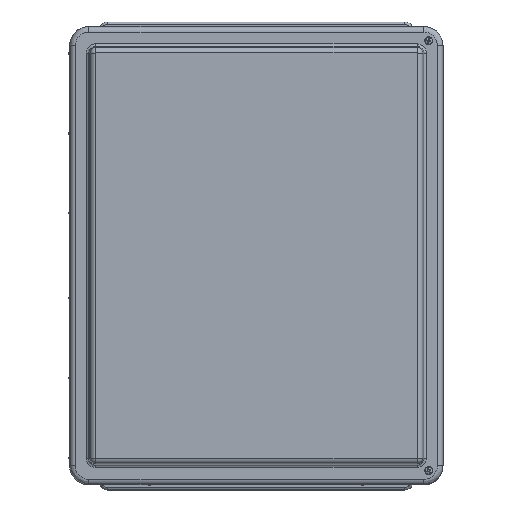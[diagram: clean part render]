
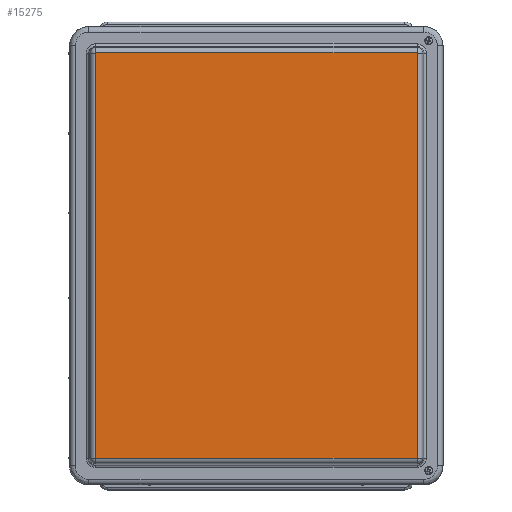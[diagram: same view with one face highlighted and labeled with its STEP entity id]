
A CAD part, top view. The second image highlights one B-rep face of the part: STEP entity #15275.
In plain terms, the highlighted planar face has unit normal (0, 0, 1).
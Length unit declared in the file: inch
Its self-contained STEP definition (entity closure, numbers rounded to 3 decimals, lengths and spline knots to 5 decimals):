
#710 = DIRECTION ( 'NONE',  ( 0., -1., 0. ) ) ;
#854 = ORIENTED_EDGE ( 'NONE', *, *, #42867, .T. ) ;
#2227 = CARTESIAN_POINT ( 'NONE',  ( -7.5583, -4.75973, 2.07921 ) ) ;
#2319 = VERTEX_POINT ( 'NONE', #48579 ) ;
#3409 = CARTESIAN_POINT ( 'NONE',  ( 7.58285, 4.75973, 2.07921 ) ) ;
#5759 = CARTESIAN_POINT ( 'NONE',  ( -7.5583, -9.51946, 2.07921 ) ) ;
#6148 = LINE ( 'NONE', #16753, #33540 ) ;
#6322 = B_SPLINE_CURVE_WITH_KNOTS ( 'NONE', 3,
 ( #5759, #36845, #37199, #25139, #32652, #40744 ),
 .UNSPECIFIED., .F., .F.,
 ( 4, 2, 4 ),
 ( 0., 0.5, 1. ),
 .UNSPECIFIED. ) ;
#6600 = DIRECTION ( 'NONE',  ( 1., 0., 0. ) ) ;
#6774 = CARTESIAN_POINT ( 'NONE',  ( 0.01228, 0., 2.07921 ) ) ;
#7101 = ORIENTED_EDGE ( 'NONE', *, *, #28202, .F. ) ;
#7186 = CARTESIAN_POINT ( 'NONE',  ( 7.58285, -9.51946, 2.07921 ) ) ;
#7377 = FACE_OUTER_BOUND ( 'NONE', #37613, .T. ) ;
#7512 = AXIS2_PLACEMENT_3D ( 'NONE', #6774, #45813, #6600 ) ;
#8668 = CARTESIAN_POINT ( 'NONE',  ( 7.57428, 9.52804, 2.07921 ) ) ;
#8888 = EDGE_CURVE ( 'NONE', #36846, #20018, #6148, .T. ) ;
#9436 = DIRECTION ( 'NONE',  ( -1., 0., 0. ) ) ;
#9658 = ORIENTED_EDGE ( 'NONE', *, *, #15381, .F. ) ;
#10006 = VERTEX_POINT ( 'NONE', #15224 ) ;
#10151 = CARTESIAN_POINT ( 'NONE',  ( -7.54972, 9.52804, 2.07921 ) ) ;
#10309 = ORIENTED_EDGE ( 'NONE', *, *, #10474, .F. ) ;
#10474 = EDGE_CURVE ( 'NONE', #19027, #2319, #13140, .T. ) ;
#13140 = LINE ( 'NONE', #3409, #16817 ) ;
#13416 = LINE ( 'NONE', #18993, #34157 ) ;
#14244 = EDGE_CURVE ( 'NONE', #19027, #27466, #46267, .T. ) ;
#14445 = VERTEX_POINT ( 'NONE', #25149 ) ;
#15155 = CARTESIAN_POINT ( 'NONE',  ( 7.57867, -9.52719, 2.07921 ) ) ;
#15224 = CARTESIAN_POINT ( 'NONE',  ( -7.5583, -9.51946, 2.07921 ) ) ;
#15275 = ADVANCED_FACE ( 'NONE', ( #7377 ), #42051, .T. ) ;
#15381 = EDGE_CURVE ( 'NONE', #35291, #27466, #13416, .T. ) ;
#16119 = CARTESIAN_POINT ( 'NONE',  ( 7.58285, 9.51947, 2.07921 ) ) ;
#16303 = CARTESIAN_POINT ( 'NONE',  ( 7.57868, 9.52721, 2.07921 ) ) ;
#16485 = CARTESIAN_POINT ( 'NONE',  ( 7.58285, 9.52182, 2.07921 ) ) ;
#16753 = CARTESIAN_POINT ( 'NONE',  ( 3.79328, -9.52804, 2.07921 ) ) ;
#16817 = VECTOR ( 'NONE', #710, 39.37008 ) ;
#18918 = CARTESIAN_POINT ( 'NONE',  ( -7.5583, 9.51946, 2.07921 ) ) ;
#18922 = EDGE_CURVE ( 'NONE', #36846, #2319, #48617, .T. ) ;
#18993 = CARTESIAN_POINT ( 'NONE',  ( -3.76872, 9.52804, 2.07921 ) ) ;
#19027 = VERTEX_POINT ( 'NONE', #33678 ) ;
#19064 = CARTESIAN_POINT ( 'NONE',  ( -7.55411, 9.52719, 2.07921 ) ) ;
#20018 = VERTEX_POINT ( 'NONE', #32907 ) ;
#20118 = ORIENTED_EDGE ( 'NONE', *, *, #18922, .T. ) ;
#22706 = EDGE_CURVE ( 'NONE', #10006, #20018, #6322, .T. ) ;
#23541 = ORIENTED_EDGE ( 'NONE', *, *, #22706, .T. ) ;
#25139 = CARTESIAN_POINT ( 'NONE',  ( -7.55413, -9.52721, 2.07921 ) ) ;
#25149 = CARTESIAN_POINT ( 'NONE',  ( -7.5583, 9.51946, 2.07921 ) ) ;
#25512 = VECTOR ( 'NONE', #44333, 39.37008 ) ;
#27466 = VERTEX_POINT ( 'NONE', #28292 ) ;
#28202 = EDGE_CURVE ( 'NONE', #10006, #14445, #44912, .T. ) ;
#28292 = CARTESIAN_POINT ( 'NONE',  ( 7.57428, 9.52804, 2.07921 ) ) ;
#29415 = CARTESIAN_POINT ( 'NONE',  ( 7.57428, -9.52804, 2.07921 ) ) ;
#30695 = CARTESIAN_POINT ( 'NONE',  ( 7.58202, -9.52387, 2.07921 ) ) ;
#30861 = CARTESIAN_POINT ( 'NONE',  ( -7.5583, 9.52185, 2.07921 ) ) ;
#31057 = ORIENTED_EDGE ( 'NONE', *, *, #8888, .F. ) ;
#31117 = DIRECTION ( 'NONE',  ( 1., 0., 0. ) ) ;
#31304 = B_SPLINE_CURVE_WITH_KNOTS ( 'NONE', 3,
 ( #38453, #42121, #19064, #49495, #30861, #18918 ),
 .UNSPECIFIED., .F., .F.,
 ( 4, 2, 4 ),
 ( 0., 0.5, 1. ),
 .UNSPECIFIED. ) ;
#32652 = CARTESIAN_POINT ( 'NONE',  ( -7.55211, -9.52804, 2.07921 ) ) ;
#32907 = CARTESIAN_POINT ( 'NONE',  ( -7.54972, -9.52804, 2.07921 ) ) ;
#33540 = VECTOR ( 'NONE', #9436, 39.37008 ) ;
#33678 = CARTESIAN_POINT ( 'NONE',  ( 7.58285, 9.51947, 2.07921 ) ) ;
#34157 = VECTOR ( 'NONE', #31117, 39.37008 ) ;
#34249 = CARTESIAN_POINT ( 'NONE',  ( 7.57663, -9.52804, 2.07921 ) ) ;
#35291 = VERTEX_POINT ( 'NONE', #10151 ) ;
#36845 = CARTESIAN_POINT ( 'NONE',  ( -7.5583, -9.52182, 2.07921 ) ) ;
#36846 = VERTEX_POINT ( 'NONE', #29415 ) ;
#37199 = CARTESIAN_POINT ( 'NONE',  ( -7.55745, -9.52386, 2.07921 ) ) ;
#37613 = EDGE_LOOP ( 'NONE', ( #23541, #31057, #20118, #10309, #50200, #9658, #854, #7101 ) ) ;
#38136 = CARTESIAN_POINT ( 'NONE',  ( 7.57428, -9.52804, 2.07921 ) ) ;
#38453 = CARTESIAN_POINT ( 'NONE',  ( -7.54972, 9.52804, 2.07921 ) ) ;
#40744 = CARTESIAN_POINT ( 'NONE',  ( -7.54972, -9.52804, 2.07921 ) ) ;
#42051 = PLANE ( 'NONE',  #7512 ) ;
#42121 = CARTESIAN_POINT ( 'NONE',  ( -7.55208, 9.52804, 2.07921 ) ) ;
#42867 = EDGE_CURVE ( 'NONE', #35291, #14445, #31304, .T. ) ;
#43965 = CARTESIAN_POINT ( 'NONE',  ( 7.57666, 9.52804, 2.07921 ) ) ;
#44333 = DIRECTION ( 'NONE',  ( 0., 1., 0. ) ) ;
#44912 = LINE ( 'NONE', #2227, #25512 ) ;
#45813 = DIRECTION ( 'NONE',  ( 0., 0., 1. ) ) ;
#46267 = B_SPLINE_CURVE_WITH_KNOTS ( 'NONE', 3,
 ( #16119, #16485, #47207, #16303, #43965, #8668 ),
 .UNSPECIFIED., .F., .F.,
 ( 4, 2, 4 ),
 ( 0., 0.5, 1. ),
 .UNSPECIFIED. ) ;
#47207 = CARTESIAN_POINT ( 'NONE',  ( 7.582, 9.52386, 2.07921 ) ) ;
#48579 = CARTESIAN_POINT ( 'NONE',  ( 7.58285, -9.51946, 2.07921 ) ) ;
#48617 = B_SPLINE_CURVE_WITH_KNOTS ( 'NONE', 3,
 ( #38136, #34249, #15155, #30695, #49984, #7186 ),
 .UNSPECIFIED., .F., .F.,
 ( 4, 2, 4 ),
 ( 0., 0.5, 1. ),
 .UNSPECIFIED. ) ;
#49495 = CARTESIAN_POINT ( 'NONE',  ( -7.55746, 9.52387, 2.07921 ) ) ;
#49984 = CARTESIAN_POINT ( 'NONE',  ( 7.58285, -9.52185, 2.07921 ) ) ;
#50200 = ORIENTED_EDGE ( 'NONE', *, *, #14244, .T. ) ;
